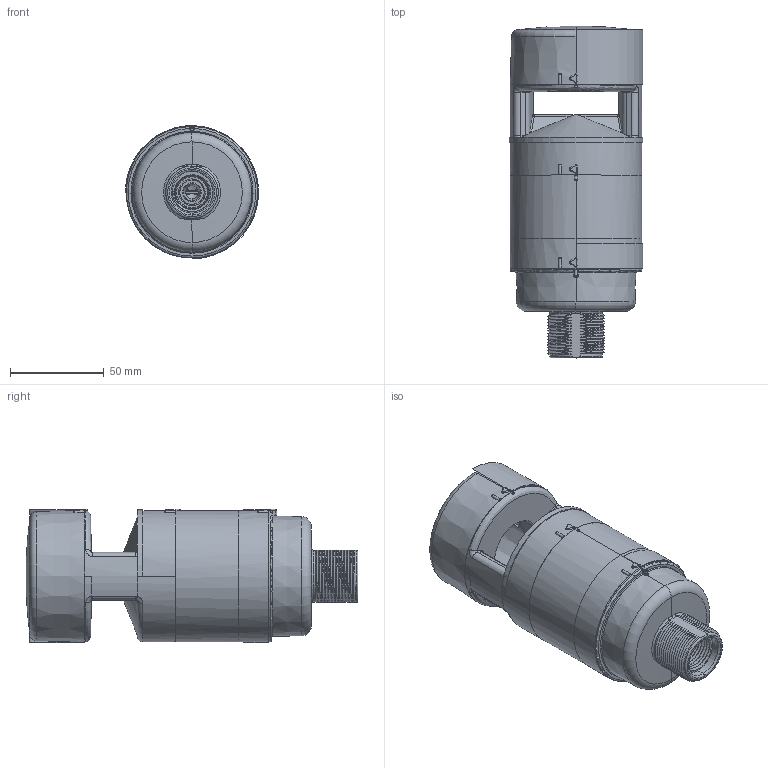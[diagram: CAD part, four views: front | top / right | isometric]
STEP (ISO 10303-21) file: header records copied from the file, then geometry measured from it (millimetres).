
FILE_DESCRIPTION((''),'2;1');
FILE_NAME('199003_ASM','2017-03-10T',('pdmadmin'),('BANNER ENGINEERING'),'CREO PARAMETRIC BY PTC INC, 2016260','CREO PARAMETRIC BY PTC INC, 2016260','');
FILE_SCHEMA(('CONFIG_CONTROL_DESIGN'));
Length unit declared in the file: millimetre
Products named in the file (6): 180077; 183492; 183493; 192654; 192655; 199003_ASM
Assembly tree (5 placements, depth 2):
  199003_ASM
    180077
    183492
    183493
    192654
    192655
Bounding box: 71 x 176.8 x 71.25 mm (x, y, z)
Volume: 166770.1 mm3; surface area: 121351.6 mm2
Topology: 5 solids, 8 shells, 1586 faces, 3834 edges, 2283 vertices
Faces by surface type: bspline 483, cylinder 423, plane 292, torus 170, cone 131, sphere 87
Entity records: 90342 total; most frequent: CARTESIAN_POINT 56989, ORIENTED_EDGE 7648, DIRECTION 6045, EDGE_CURVE 3830, AXIS2_PLACEMENT_3D 2532, VERTEX_POINT 2283, EDGE_LOOP 1650, FACE_OUTER_BOUND 1586
